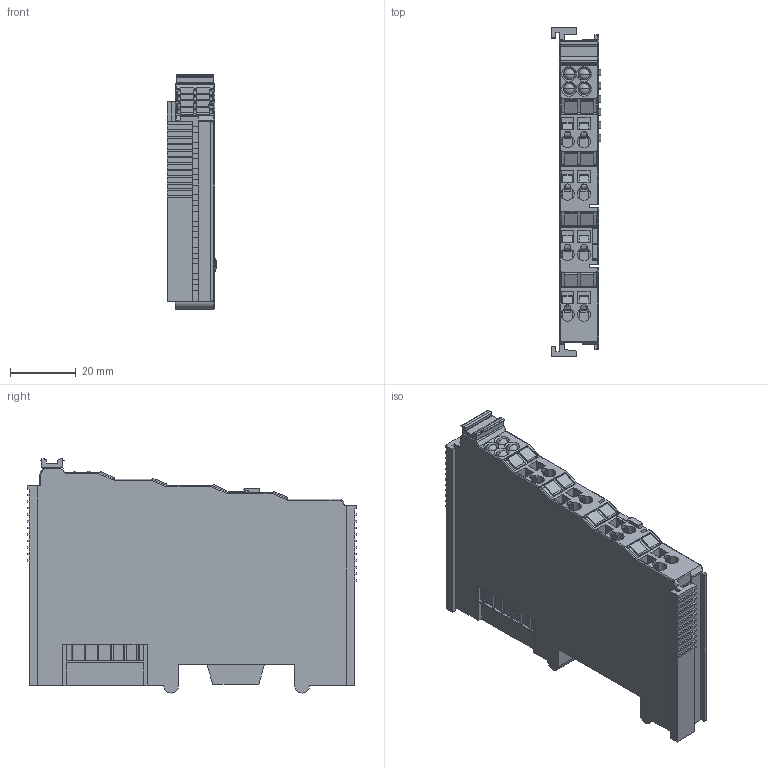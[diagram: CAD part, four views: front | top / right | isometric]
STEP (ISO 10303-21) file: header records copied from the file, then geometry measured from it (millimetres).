
FILE_DESCRIPTION (( 'STEP AP214' ), '1' );
FILE_NAME ('PX-172-1.STEP', '2014-11-17T14:53:39', ( '' ), ( '' ), 'SwSTEP 2.0', 'SolidWorks 2014', '' );
FILE_SCHEMA (( 'AUTOMOTIVE_DESIGN' ));
Length unit declared in the file: millimetre
Products named in the file (1): PX-172-1
Bounding box: 15.15 x 100.25 x 71.26 mm (x, y, z)
Volume: 58403.3 mm3; surface area: 33883.6 mm2
Topology: 28 solids, 28 shells, 1367 faces, 3946 edges, 2558 vertices
Faces by surface type: plane 963, cylinder 344, sphere 26, torus 26, cone 8
Entity records: 47886 total; most frequent: CARTESIAN_POINT 8125, ORIENTED_EDGE 7856, DIRECTION 7398, EDGE_CURVE 3928, VECTOR 3044, LINE 3044, VERTEX_POINT 2556, AXIS2_PLACEMENT_3D 2177
